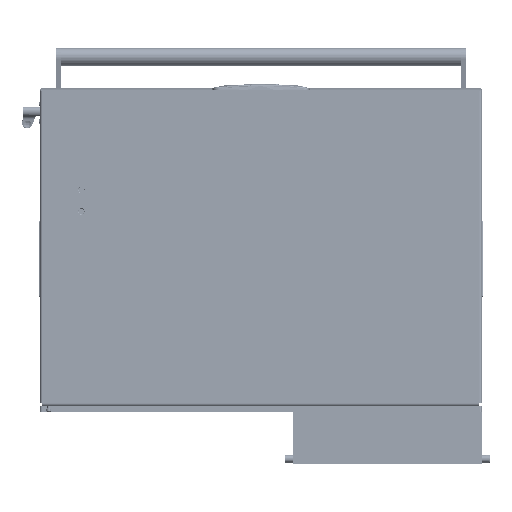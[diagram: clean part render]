
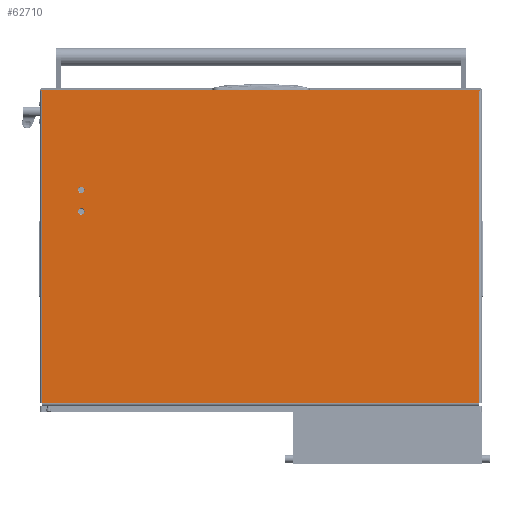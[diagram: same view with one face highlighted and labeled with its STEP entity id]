
A CAD part, front view. The second image highlights one B-rep face of the part: STEP entity #62710.
In plain terms, the highlighted face is planar.
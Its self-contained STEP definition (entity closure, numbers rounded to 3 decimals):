
#1114 = AXIS2_PLACEMENT_3D ( 'NONE', #116091, #148034, #134163 ) ;
#3243 = DIRECTION ( 'NONE',  ( -1., 0., 0. ) ) ;
#3326 = ORIENTED_EDGE ( 'NONE', *, *, #204905, .F. ) ;
#3807 = EDGE_CURVE ( 'NONE', #72940, #105312, #52195, .T. ) ;
#4650 = PLANE ( 'NONE',  #1114 ) ;
#6209 = VERTEX_POINT ( 'NONE', #119853 ) ;
#8233 = VECTOR ( 'NONE', #97239, 1000. ) ;
#12471 = ORIENTED_EDGE ( 'NONE', *, *, #56069, .F. ) ;
#18004 = ORIENTED_EDGE ( 'NONE', *, *, #3807, .T. ) ;
#18131 = DIRECTION ( 'NONE',  ( 0., -1., 0. ) ) ;
#18675 = AXIS2_PLACEMENT_3D ( 'NONE', #201723, #106521, #186456 ) ;
#24520 = ORIENTED_EDGE ( 'NONE', *, *, #28675, .T. ) ;
#24757 = ORIENTED_EDGE ( 'NONE', *, *, #47068, .T. ) ;
#26533 = ORIENTED_EDGE ( 'NONE', *, *, #107718, .F. ) ;
#28675 = EDGE_CURVE ( 'NONE', #101766, #61033, #146185, .T. ) ;
#30266 = EDGE_CURVE ( 'NONE', #205229, #61033, #35906, .T. ) ;
#32103 = ORIENTED_EDGE ( 'NONE', *, *, #30266, .F. ) ;
#33915 = VERTEX_POINT ( 'NONE', #65984 ) ;
#34509 = LINE ( 'NONE', #175702, #198793 ) ;
#35738 = CARTESIAN_POINT ( 'NONE',  ( 195., 645., 0. ) ) ;
#35906 = LINE ( 'NONE', #72176, #200174 ) ;
#36673 = CARTESIAN_POINT ( 'NONE',  ( 0., 708., 0. ) ) ;
#37671 = FACE_BOUND ( 'NONE', #91339, .T. ) ;
#40244 = FACE_OUTER_BOUND ( 'NONE', #117858, .T. ) ;
#44866 = VECTOR ( 'NONE', #169422, 1000. ) ;
#45451 = CARTESIAN_POINT ( 'NONE',  ( 154.8, 645., 0. ) ) ;
#47068 = EDGE_CURVE ( 'NONE', #167535, #101766, #145058, .T. ) ;
#50322 = CARTESIAN_POINT ( 'NONE',  ( 0., -2., 0. ) ) ;
#52195 = LINE ( 'NONE', #190695, #99607 ) ;
#53032 = EDGE_CURVE ( 'NONE', #107702, #6209, #184212, .T. ) ;
#55801 = ORIENTED_EDGE ( 'NONE', *, *, #177352, .F. ) ;
#56069 = EDGE_CURVE ( 'NONE', #205941, #59244, #130619, .T. ) ;
#56752 = EDGE_CURVE ( 'NONE', #59244, #205941, #117876, .T. ) ;
#59244 = VERTEX_POINT ( 'NONE', #172747 ) ;
#60415 = CARTESIAN_POINT ( 'NONE',  ( 195., 645., 0. ) ) ;
#61033 = VERTEX_POINT ( 'NONE', #71516 ) ;
#61098 = DIRECTION ( 'NONE',  ( -1., 0., 0. ) ) ;
#62710 = ADVANCED_FACE ( 'NONE', ( #115053, #37671, #40244 ), #4650, .T. ) ;
#65415 = AXIS2_PLACEMENT_3D ( 'NONE', #35738, #132518, #115155 ) ;
#65984 = CARTESIAN_POINT ( 'NONE',  ( 165.2, 645., 0. ) ) ;
#71516 = CARTESIAN_POINT ( 'NONE',  ( 0., 710., 0. ) ) ;
#72176 = CARTESIAN_POINT ( 'NONE',  ( 0., -4., 0. ) ) ;
#72940 = VERTEX_POINT ( 'NONE', #164480 ) ;
#75197 = ORIENTED_EDGE ( 'NONE', *, *, #53032, .F. ) ;
#76679 = ORIENTED_EDGE ( 'NONE', *, *, #79661, .F. ) ;
#79661 = EDGE_CURVE ( 'NONE', #33915, #114888, #158353, .T. ) ;
#81971 = CARTESIAN_POINT ( 'NONE',  ( 0., 0., 0. ) ) ;
#90993 = CARTESIAN_POINT ( 'NONE',  ( 0., 710., 0. ) ) ;
#91339 = EDGE_LOOP ( 'NONE', ( #157478, #12471 ) ) ;
#91992 = AXIS2_PLACEMENT_3D ( 'NONE', #60415, #106377, #61098 ) ;
#93917 = CARTESIAN_POINT ( 'NONE',  ( -2., -4., 0. ) ) ;
#97239 = DIRECTION ( 'NONE',  ( 1., 0., 0. ) ) ;
#99607 = VECTOR ( 'NONE', #18131, 1000. ) ;
#100456 = CIRCLE ( 'NONE', #18675, 5.2 ) ;
#101766 = VERTEX_POINT ( 'NONE', #154683 ) ;
#105312 = VERTEX_POINT ( 'NONE', #203350 ) ;
#106377 = DIRECTION ( 'NONE',  ( 0., 0., -1. ) ) ;
#106521 = DIRECTION ( 'NONE',  ( 0., 0., -1. ) ) ;
#107702 = VERTEX_POINT ( 'NONE', #50322 ) ;
#107718 = EDGE_CURVE ( 'NONE', #72940, #205229, #34509, .T. ) ;
#108895 = VECTOR ( 'NONE', #140374, 1000. ) ;
#114888 = VERTEX_POINT ( 'NONE', #45451 ) ;
#115053 = FACE_BOUND ( 'NONE', #137844, .T. ) ;
#115155 = DIRECTION ( 'NONE',  ( -1., 0., 0. ) ) ;
#116091 = CARTESIAN_POINT ( 'NONE',  ( 0., 708., 0. ) ) ;
#117858 = EDGE_LOOP ( 'NONE', ( #75197, #180306, #24757, #24520, #32103, #26533, #18004, #55801 ) ) ;
#117876 = CIRCLE ( 'NONE', #65415, 5.2 ) ;
#119853 = CARTESIAN_POINT ( 'NONE',  ( 0., 0., 0. ) ) ;
#125179 = VECTOR ( 'NONE', #157901, 1000. ) ;
#129291 = CARTESIAN_POINT ( 'NONE',  ( 160., 645., 0. ) ) ;
#130619 = CIRCLE ( 'NONE', #91992, 5.2 ) ;
#131818 = DIRECTION ( 'NONE',  ( -1., 0., 0. ) ) ;
#132518 = DIRECTION ( 'NONE',  ( 0., 0., -1. ) ) ;
#134163 = DIRECTION ( 'NONE',  ( -1., 0., 0. ) ) ;
#137844 = EDGE_LOOP ( 'NONE', ( #3326, #76679 ) ) ;
#137879 = DIRECTION ( 'NONE',  ( -1., 0., 0. ) ) ;
#140374 = DIRECTION ( 'NONE',  ( 1., 0., 0. ) ) ;
#145058 = LINE ( 'NONE', #93917, #125179 ) ;
#146185 = LINE ( 'NONE', #90993, #108895 ) ;
#148034 = DIRECTION ( 'NONE',  ( 0., 0., -1. ) ) ;
#150895 = LINE ( 'NONE', #155948, #153494 ) ;
#153362 = CARTESIAN_POINT ( 'NONE',  ( 0., -4., 0. ) ) ;
#153494 = VECTOR ( 'NONE', #137879, 1000. ) ;
#153545 = DIRECTION ( 'NONE',  ( 0., 1., 0. ) ) ;
#154683 = CARTESIAN_POINT ( 'NONE',  ( -2., 710., 0. ) ) ;
#155948 = CARTESIAN_POINT ( 'NONE',  ( 0., -2., 0. ) ) ;
#157478 = ORIENTED_EDGE ( 'NONE', *, *, #56752, .F. ) ;
#157901 = DIRECTION ( 'NONE',  ( 0., 1., 0. ) ) ;
#158353 = CIRCLE ( 'NONE', #165780, 5.2 ) ;
#164480 = CARTESIAN_POINT ( 'NONE',  ( 506., 708., 0. ) ) ;
#165780 = AXIS2_PLACEMENT_3D ( 'NONE', #129291, #177292, #3243 ) ;
#167535 = VERTEX_POINT ( 'NONE', #206269 ) ;
#168470 = EDGE_CURVE ( 'NONE', #107702, #167535, #150895, .T. ) ;
#169422 = DIRECTION ( 'NONE',  ( 0., 1., 0. ) ) ;
#172747 = CARTESIAN_POINT ( 'NONE',  ( 189.8, 645., 0. ) ) ;
#175702 = CARTESIAN_POINT ( 'NONE',  ( 0., 708., 0. ) ) ;
#177292 = DIRECTION ( 'NONE',  ( 0., 0., -1. ) ) ;
#177352 = EDGE_CURVE ( 'NONE', #6209, #105312, #182557, .T. ) ;
#180306 = ORIENTED_EDGE ( 'NONE', *, *, #168470, .T. ) ;
#182557 = LINE ( 'NONE', #81971, #8233 ) ;
#184212 = LINE ( 'NONE', #153362, #44866 ) ;
#186456 = DIRECTION ( 'NONE',  ( -1., 0., 0. ) ) ;
#190695 = CARTESIAN_POINT ( 'NONE',  ( 506., 708., 0. ) ) ;
#198793 = VECTOR ( 'NONE', #131818, 1000. ) ;
#199840 = CARTESIAN_POINT ( 'NONE',  ( 200.2, 645., 0. ) ) ;
#200174 = VECTOR ( 'NONE', #153545, 1000. ) ;
#201723 = CARTESIAN_POINT ( 'NONE',  ( 160., 645., 0. ) ) ;
#203350 = CARTESIAN_POINT ( 'NONE',  ( 506., 0., 0. ) ) ;
#204905 = EDGE_CURVE ( 'NONE', #114888, #33915, #100456, .T. ) ;
#205229 = VERTEX_POINT ( 'NONE', #36673 ) ;
#205941 = VERTEX_POINT ( 'NONE', #199840 ) ;
#206269 = CARTESIAN_POINT ( 'NONE',  ( -2., -2., 0. ) ) ;
